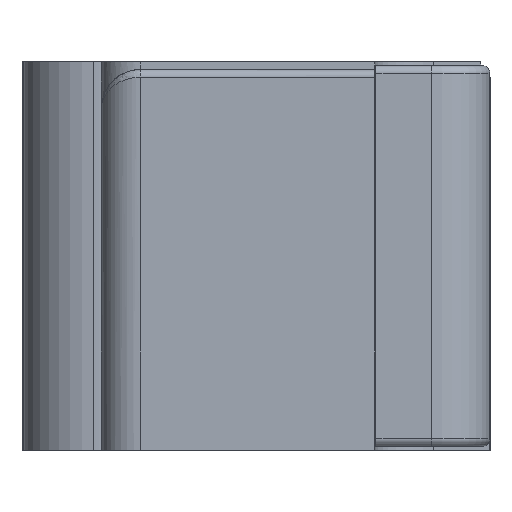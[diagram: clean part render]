
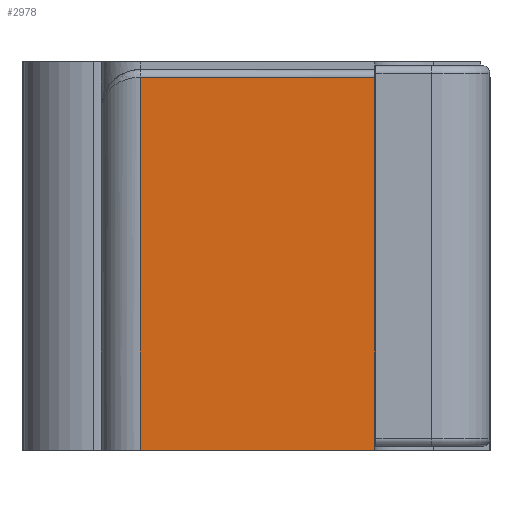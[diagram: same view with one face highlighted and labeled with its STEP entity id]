
A CAD part, left-side view. The second image highlights one B-rep face of the part: STEP entity #2978.
In plain terms, the highlighted planar face has unit normal (-1, 0, 0).
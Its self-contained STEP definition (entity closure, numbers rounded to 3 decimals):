
#1287=DIRECTION('',(0.,1.,0.));
#1288=VECTOR('',#1287,6.035);
#1289=CARTESIAN_POINT('',(-57.262,2.965,-10.));
#1290=LINE('',#1289,#1288);
#1376=DIRECTION('',(0.,-1.,0.));
#1377=VECTOR('',#1376,6.035);
#1378=CARTESIAN_POINT('',(-57.262,9.,-0.4));
#1379=LINE('',#1378,#1377);
#1562=CARTESIAN_POINT('',(-57.262,9.,-0.4));
#1577=DIRECTION('',(0.,0.,1.));
#1578=VECTOR('',#1577,9.6);
#1579=CARTESIAN_POINT('',(-57.262,9.,-10.));
#1580=LINE('',#1579,#1578);
#1907=CARTESIAN_POINT('',(-57.262,2.965,-0.4));
#1913=DIRECTION('',(0.,0.,-1.));
#1914=VECTOR('',#1913,9.6);
#1915=CARTESIAN_POINT('',(-57.262,2.965,-0.4));
#1916=LINE('',#1915,#1914);
#2094=VERTEX_POINT('',#1907);
#2201=VERTEX_POINT('',#1562);
#2293=CARTESIAN_POINT('',(-57.262,2.965,-10.));
#2294=VERTEX_POINT('',#2293);
#2311=CARTESIAN_POINT('',(-57.262,9.,-10.));
#2312=VERTEX_POINT('',#2311);
#2964=CARTESIAN_POINT('',(-57.262,0.,0.));
#2965=DIRECTION('',(1.,0.,0.));
#2966=DIRECTION('',(0.,0.,-1.));
#2967=AXIS2_PLACEMENT_3D('',#2964,#2965,#2966);
#2968=PLANE('',#2967);
#2970=ORIENTED_EDGE('',*,*,#2969,.T.);
#2972=ORIENTED_EDGE('',*,*,#2971,.T.);
#2973=ORIENTED_EDGE('',*,*,#2910,.T.);
#2975=ORIENTED_EDGE('',*,*,#2974,.T.);
#2976=EDGE_LOOP('',(#2970,#2972,#2973,#2975));
#2977=FACE_OUTER_BOUND('',#2976,.F.);
#2978=ADVANCED_FACE('',(#2977),#2968,.F.);
#2910=EDGE_CURVE('',#2294,#2312,#1290,.T.);
#2969=EDGE_CURVE('',#2201,#2094,#1379,.T.);
#2971=EDGE_CURVE('',#2094,#2294,#1916,.T.);
#2974=EDGE_CURVE('',#2312,#2201,#1580,.T.);
